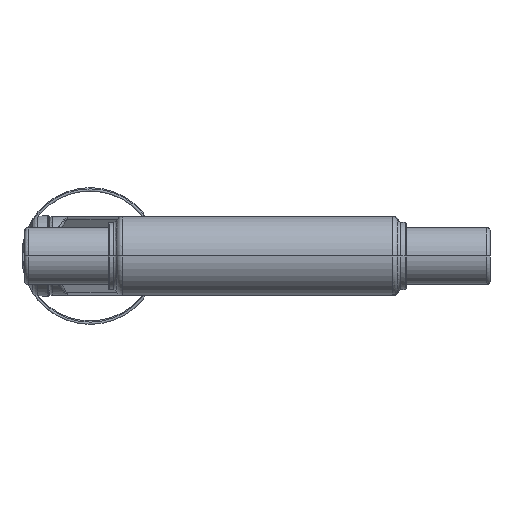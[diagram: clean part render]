
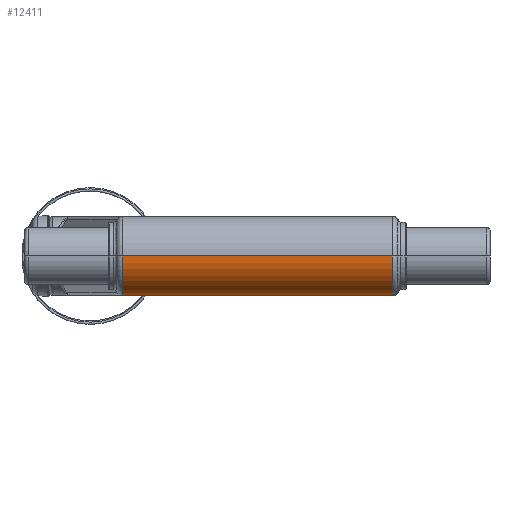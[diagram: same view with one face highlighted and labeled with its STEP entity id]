
A CAD part, front view. The second image highlights one B-rep face of the part: STEP entity #12411.
In plain terms, the highlighted cylindrical face has radius 3.45 mm (diameter 6.9 mm), a partial arc.
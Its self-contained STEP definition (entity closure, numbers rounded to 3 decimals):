
#553=LINE('',#23568,#840);
#554=LINE('',#23582,#841);
#840=VECTOR('',#19018,1000.);
#841=VECTOR('',#19021,1000.);
#1118=CIRCLE('',#18226,3.45);
#1119=CIRCLE('',#18227,3.45);
#1397=CYLINDRICAL_SURFACE('',#18225,3.45);
#1899=ORIENTED_EDGE('',*,*,#4432,.T.);
#1900=ORIENTED_EDGE('',*,*,#4433,.T.);
#1901=ORIENTED_EDGE('',*,*,#4434,.T.);
#1902=ORIENTED_EDGE('',*,*,#4435,.T.);
#1903=ORIENTED_EDGE('',*,*,#4436,.T.);
#1904=ORIENTED_EDGE('',*,*,#4437,.T.);
#1905=ORIENTED_EDGE('',*,*,#4438,.T.);
#1906=ORIENTED_EDGE('',*,*,#4439,.T.);
#4432=EDGE_CURVE('',#6965,#6966,#9453,.T.);
#4433=EDGE_CURVE('',#6966,#6967,#553,.F.);
#4434=EDGE_CURVE('',#6967,#6968,#9454,.T.);
#4435=EDGE_CURVE('',#6968,#6969,#9455,.T.);
#4436=EDGE_CURVE('',#6969,#6970,#1118,.F.);
#4437=EDGE_CURVE('',#6970,#6971,#554,.T.);
#4438=EDGE_CURVE('',#6971,#6972,#1119,.T.);
#4439=EDGE_CURVE('',#6972,#6965,#9456,.T.);
#6965=VERTEX_POINT('',#23566);
#6966=VERTEX_POINT('',#23567);
#6967=VERTEX_POINT('',#23569);
#6968=VERTEX_POINT('',#23574);
#6969=VERTEX_POINT('',#23579);
#6970=VERTEX_POINT('',#23581);
#6971=VERTEX_POINT('',#23583);
#6972=VERTEX_POINT('',#23585);
#9453=B_SPLINE_CURVE_WITH_KNOTS('',3,(#23562,#23563,#23564,#23565),
 .UNSPECIFIED.,.F.,.F.,(4,4),(0.,1.),.UNSPECIFIED.);
#9454=B_SPLINE_CURVE_WITH_KNOTS('',3,(#23570,#23571,#23572,#23573),
 .UNSPECIFIED.,.F.,.F.,(4,4),(0.,1.),.UNSPECIFIED.);
#9455=B_SPLINE_CURVE_WITH_KNOTS('',3,(#23575,#23576,#23577,#23578),
 .UNSPECIFIED.,.F.,.F.,(4,4),(0.,1.),.UNSPECIFIED.);
#9456=B_SPLINE_CURVE_WITH_KNOTS('',3,(#23586,#23587,#23588,#23589),
 .UNSPECIFIED.,.F.,.F.,(4,4),(0.,1.),.UNSPECIFIED.);
#11175=EDGE_LOOP('',(#1899,#1900,#1901,#1902,#1903,#1904,#1905,#1906));
#11759=FACE_BOUND('',#11175,.T.);
#12411=ADVANCED_FACE('',(#11759),#1397,.F.);
#18225=AXIS2_PLACEMENT_3D('',#23561,#19016,#19017);
#18226=AXIS2_PLACEMENT_3D('',#23580,#19019,#19020);
#18227=AXIS2_PLACEMENT_3D('',#23584,#19022,#19023);
#19016=DIRECTION('',(1.,0.,0.));
#19017=DIRECTION('',(0.,0.,-1.));
#19018=DIRECTION('',(1.,0.,0.));
#19019=DIRECTION('',(1.,0.,0.));
#19020=DIRECTION('',(0.,0.,-1.));
#19021=DIRECTION('',(1.,0.,0.));
#19022=DIRECTION('',(1.,0.,0.));
#19023=DIRECTION('',(0.,0.,-1.));
#23561=CARTESIAN_POINT('',(-11.85,0.,0.));
#23562=CARTESIAN_POINT('',(11.355,1.515,-3.1));
#23563=CARTESIAN_POINT('',(11.19,1.204,-3.251));
#23564=CARTESIAN_POINT('',(10.884,0.7,-3.45));
#23565=CARTESIAN_POINT('',(10.436,0.,-3.45));
#23566=CARTESIAN_POINT('',(11.355,1.515,-3.1));
#23567=CARTESIAN_POINT('',(10.436,0.,-3.45));
#23568=CARTESIAN_POINT('',(-11.85,0.,-3.45));
#23569=CARTESIAN_POINT('',(-10.436,0.,-3.45));
#23570=CARTESIAN_POINT('',(-10.436,0.,-3.45));
#23571=CARTESIAN_POINT('',(-10.884,0.7,-3.45));
#23572=CARTESIAN_POINT('',(-11.19,1.204,-3.251));
#23573=CARTESIAN_POINT('',(-11.355,1.515,-3.1));
#23574=CARTESIAN_POINT('',(-11.355,1.515,-3.1));
#23575=CARTESIAN_POINT('',(-11.355,1.515,-3.1));
#23576=CARTESIAN_POINT('',(-11.485,1.759,-2.98));
#23577=CARTESIAN_POINT('',(-11.65,1.996,-2.828));
#23578=CARTESIAN_POINT('',(-11.85,2.216,-2.644));
#23579=CARTESIAN_POINT('',(-11.85,2.216,-2.644));
#23580=CARTESIAN_POINT('',(-11.85,0.,0.));
#23581=CARTESIAN_POINT('',(-11.85,-3.45,0.));
#23582=CARTESIAN_POINT('',(-11.85,-3.45,0.));
#23583=CARTESIAN_POINT('',(11.85,-3.45,0.));
#23584=CARTESIAN_POINT('',(11.85,0.,0.));
#23585=CARTESIAN_POINT('',(11.85,2.216,-2.644));
#23586=CARTESIAN_POINT('',(11.85,2.216,-2.644));
#23587=CARTESIAN_POINT('',(11.65,1.996,-2.828));
#23588=CARTESIAN_POINT('',(11.485,1.759,-2.98));
#23589=CARTESIAN_POINT('',(11.355,1.515,-3.1));
